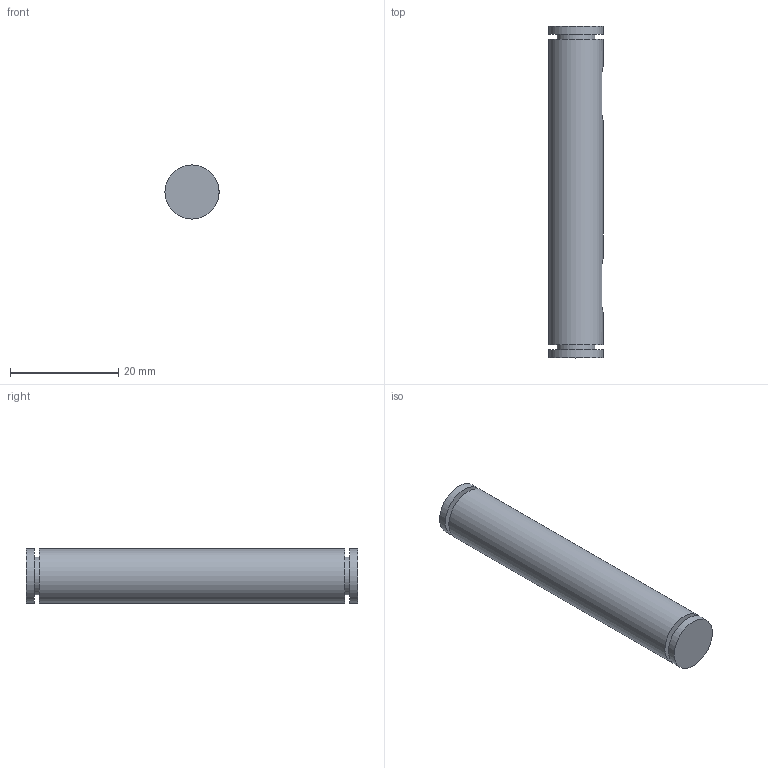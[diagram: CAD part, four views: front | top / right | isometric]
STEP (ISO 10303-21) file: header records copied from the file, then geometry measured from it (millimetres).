
FILE_DESCRIPTION(/* description */ (''),/* implementation_level */ '2;1');
FILE_NAME(/* name */ 'AxeVerticalManivelle.stp',/* time_stamp */ '2022-05-24T13:31:27+02:00',/* author */ ('Nathann'),/* organization */ (''),/* preprocessor_version */ 'ST-DEVELOPER v16.13',/* originating_system */ 'Autodesk Inventor 2018',/* authorisation */ '');
FILE_SCHEMA (('AUTOMOTIVE_DESIGN { 1 0 10303 214 3 1 1 }'));
Length unit declared in the file: millimetre
Products named in the file (1): AxeVerticalManivelle
Bounding box: 10 x 61.3 x 10 mm (x, y, z)
Volume: 4642.1 mm3; surface area: 2300.3 mm2
Topology: 1 solids, 1 shells, 21 faces, 44 edges, 31 vertices
Faces by surface type: plane 12, cylinder 9
Full cylindrical faces by diameter (mm): 7 x2, 10 x3
Entity records: 633 total; most frequent: CARTESIAN_POINT 162, DIRECTION 88, ORIENTED_EDGE 76, EDGE_CURVE 38, AXIS2_PLACEMENT_3D 36, EDGE_LOOP 32, VERTEX_POINT 30, FACE_OUTER_BOUND 21
